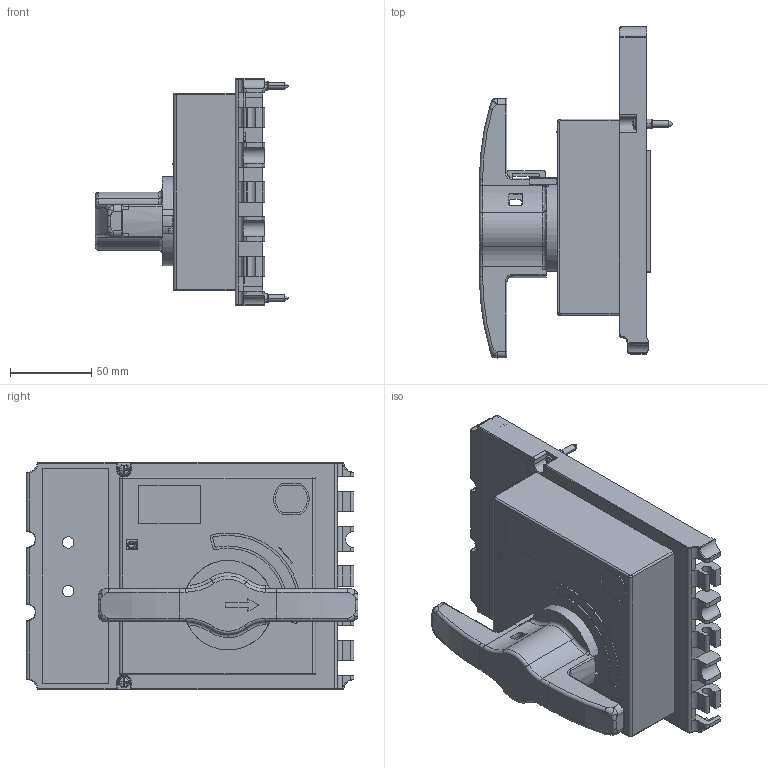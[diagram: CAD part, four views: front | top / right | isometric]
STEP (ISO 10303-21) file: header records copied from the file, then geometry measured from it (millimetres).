
FILE_DESCRIPTION((''),'2;1');
FILE_NAME('NM8-630ZHIJIE_ASM','2020-11-13T08:34:22',('zhxmin'),(''),'CREO PARAMETRIC BY PTC INC, 2018020','CREO PARAMETRIC BY PTC INC, 2018020','');
FILE_SCHEMA(('CONFIG_CONTROL_DESIGN','SHAPE_APPEARANCE_LAYERS_GROUPS'));
Products named in the file (21): 8310154_1; ANNIOU630; 8-233-397-1; 8206171; 8282-250; 8ZTD253426-N_1; 8ZTD-885-175; 8ZTD-282-492; 8ZTD-271-121; 8ZTD-128-151; ST42X25F_GB845_SOLID_1; ST42X25F_GB845_QUILT_1; 8253313; ST48X16F_GB845_SOLID_1; ST48X16F_GB845_QUILT_1; ST35X19F_GB845_SOLID_1-43992; ST35X19F_GB845_QUILT_1-44876; ST35X19F_GB845_SOLID_1-44982; ST35X19F_GB845_QUILT_1-45866; 6769022-1-2_ASM; NM8-630ZHIJIE_ASM
Assembly tree (20 placements, depth 3):
  NM8-630ZHIJIE_ASM
    6769022-1-2_ASM
      8310154_1
      ANNIOU630
      8-233-397-1
      8206171
      8282-250
      8ZTD253426-N_1
      8ZTD-885-175
      8ZTD-282-492
      8ZTD-271-121
      8ZTD-128-151
      ST42X25F_GB845_SOLID_1
      ST42X25F_GB845_QUILT_1
      8253313
      ST48X16F_GB845_SOLID_1
      ST48X16F_GB845_QUILT_1
      ST35X19F_GB845_SOLID_1-43992
      ST35X19F_GB845_QUILT_1-44876
      ST35X19F_GB845_SOLID_1-44982
      ST35X19F_GB845_QUILT_1-45866
Bounding box: 119.1 x 204.53 x 140 mm (x, y, z)
Volume: 228807.3 mm3; surface area: 188819.8 mm2
Topology: 15 solids, 19 shells, 2034 faces, 5548 edges, 3603 vertices
Faces by surface type: plane 1147, cylinder 670, torus 90, bspline 44, cone 43, sphere 40
Full cylindrical faces by diameter (mm): 1 x1
Entity records: 83560 total; most frequent: CARTESIAN_POINT 19499, ORIENTED_EDGE 11026, DIRECTION 10838, EDGE_CURVE 5521, AXIS2_PLACEMENT_3D 3724, VERTEX_POINT 3602, VECTOR 3390, LINE 3390
